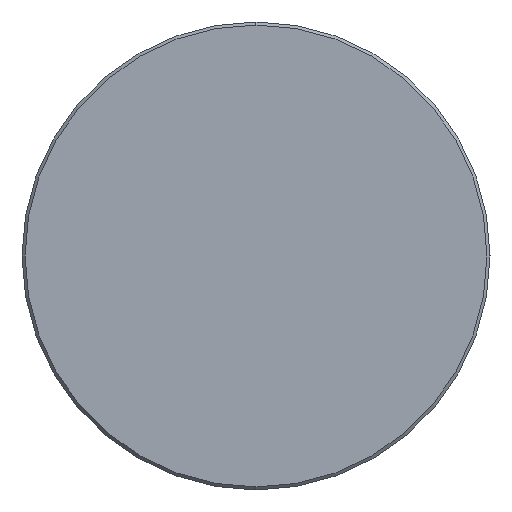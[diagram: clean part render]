
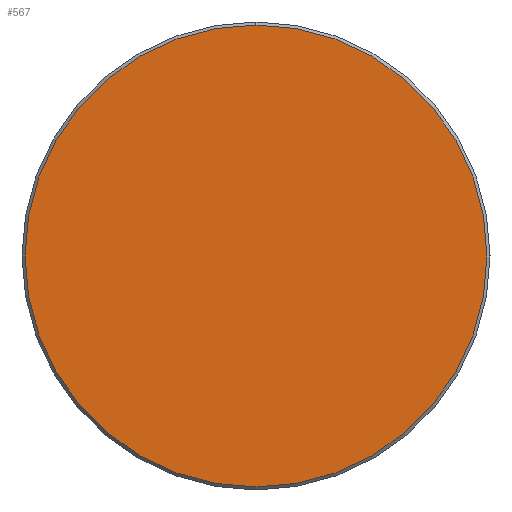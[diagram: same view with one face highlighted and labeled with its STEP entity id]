
A CAD part, left-side view. The second image highlights one B-rep face of the part: STEP entity #567.
In plain terms, the highlighted planar face has unit normal (-1, 0, 0).
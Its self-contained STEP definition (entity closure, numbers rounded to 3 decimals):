
#31 = AXIS2_PLACEMENT_3D ( 'NONE', #258, #626, #305 ) ;
#54 = AXIS2_PLACEMENT_3D ( 'NONE', #336, #233, #448 ) ;
#78 = VERTEX_POINT ( 'NONE', #438 ) ;
#113 = EDGE_CURVE ( 'NONE', #78, #426, #353, .T. ) ;
#145 = EDGE_LOOP ( 'NONE', ( #592, #423 ) ) ;
#157 = FACE_OUTER_BOUND ( 'NONE', #145, .T. ) ;
#165 = DIRECTION ( 'NONE',  ( 0., 0., -1. ) ) ;
#204 = PLANE ( 'NONE',  #31 ) ;
#233 = DIRECTION ( 'NONE',  ( 1., 0., 0. ) ) ;
#249 = AXIS2_PLACEMENT_3D ( 'NONE', #279, #653, #165 ) ;
#258 = CARTESIAN_POINT ( 'NONE',  ( 0., 0., 0. ) ) ;
#279 = CARTESIAN_POINT ( 'NONE',  ( 0., 0., 0. ) ) ;
#305 = DIRECTION ( 'NONE',  ( 0., 0., 1. ) ) ;
#336 = CARTESIAN_POINT ( 'NONE',  ( 0., 0., 0. ) ) ;
#353 = CIRCLE ( 'NONE', #249, 22.7 ) ;
#362 = EDGE_CURVE ( 'NONE', #426, #78, #434, .T. ) ;
#423 = ORIENTED_EDGE ( 'NONE', *, *, #113, .F. ) ;
#426 = VERTEX_POINT ( 'NONE', #564 ) ;
#434 = CIRCLE ( 'NONE', #54, 22.7 ) ;
#438 = CARTESIAN_POINT ( 'NONE',  ( 0., 0., 22.7 ) ) ;
#448 = DIRECTION ( 'NONE',  ( 0., 0., -1. ) ) ;
#564 = CARTESIAN_POINT ( 'NONE',  ( 0., 0., -22.7 ) ) ;
#567 = ADVANCED_FACE ( 'NONE', ( #157 ), #204, .T. ) ;
#592 = ORIENTED_EDGE ( 'NONE', *, *, #362, .F. ) ;
#626 = DIRECTION ( 'NONE',  ( -1., 0., 0. ) ) ;
#653 = DIRECTION ( 'NONE',  ( 1., 0., 0. ) ) ;
